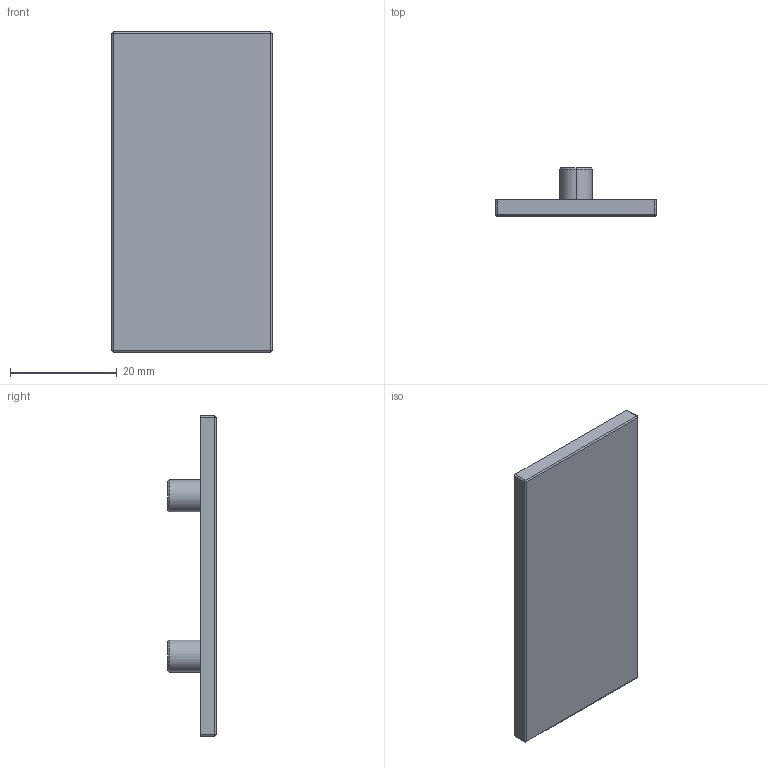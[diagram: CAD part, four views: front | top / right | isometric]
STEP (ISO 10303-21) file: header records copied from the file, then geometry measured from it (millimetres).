
FILE_DESCRIPTION (( 'STEP AP203' ), '1' );
FILE_NAME ('B40-60.STEP', '2018-04-03T11:04:45', ( 'User2' ), ( '' ), 'SwSTEP 2.0', 'SolidWorks 2007', '' );
FILE_SCHEMA (( 'CONFIG_CONTROL_DESIGN' ));
Length unit declared in the file: millimetre
Products named in the file (1): B40-60
Bounding box: 30 x 9 x 60 mm (x, y, z)
Volume: 3945.7 mm3; surface area: 4746 mm2
Topology: 1 solids, 1 shells, 43 faces, 92 edges, 52 vertices
Faces by surface type: cylinder 16, plane 15, torus 8, bspline 4
Entity records: 1251 total; most frequent: CARTESIAN_POINT 244, DIRECTION 216, ORIENTED_EDGE 176, AXIS2_PLACEMENT_3D 88, EDGE_CURVE 88, VERTEX_POINT 52, CIRCLE 48, EDGE_LOOP 48
